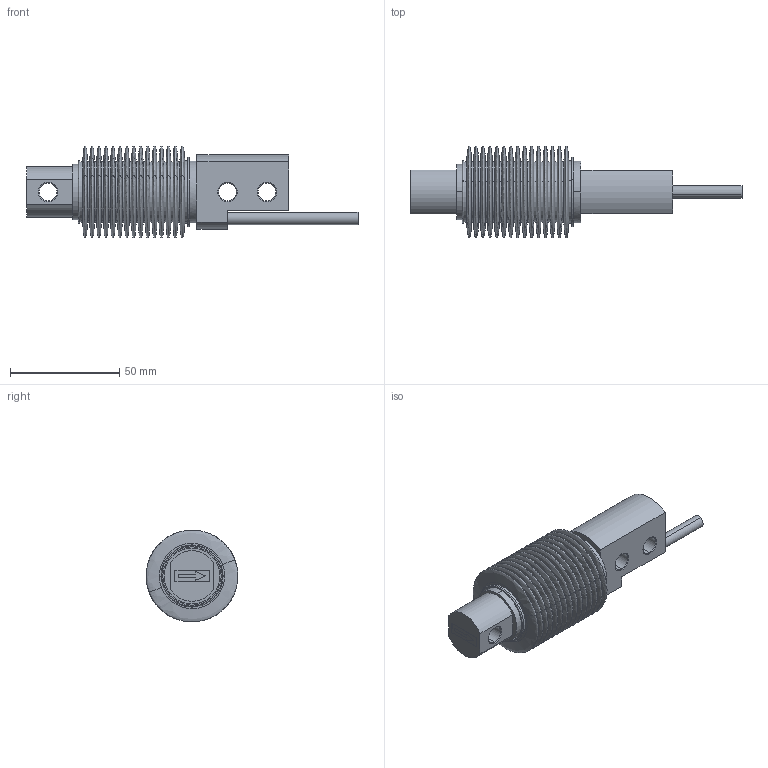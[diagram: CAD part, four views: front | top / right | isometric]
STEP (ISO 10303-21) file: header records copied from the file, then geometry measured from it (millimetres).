
FILE_DESCRIPTION (( 'STEP AP214' ), '1' );
FILE_NAME ('VE4-C-5KG to 200KG X1a (STEP).STEP', '2022-07-25T22:45:32', ( '' ), ( '' ), 'SwSTEP 2.0', 'SolidWorks 2021', '' );
FILE_SCHEMA (( 'AUTOMOTIVE_DESIGN' ));
Length unit declared in the file: inch
Products named in the file (1): VE4-C-5KG to 200KG X1a (STEP)
Bounding box: 151.82 x 41.91 x 41.9 mm (x, y, z)
Volume: 80729.7 mm3; surface area: 44937.6 mm2
Topology: 4 solids, 4 shells, 170 faces, 363 edges, 233 vertices
Faces by surface type: plane 64, cylinder 56, bspline 30, cone 16, torus 4
Entity records: 7302 total; most frequent: CARTESIAN_POINT 1335, DIRECTION 815, ORIENTED_EDGE 722, EDGE_CURVE 361, AXIS2_PLACEMENT_3D 343, VERTEX_POINT 233, EDGE_LOOP 212, CIRCLE 202
